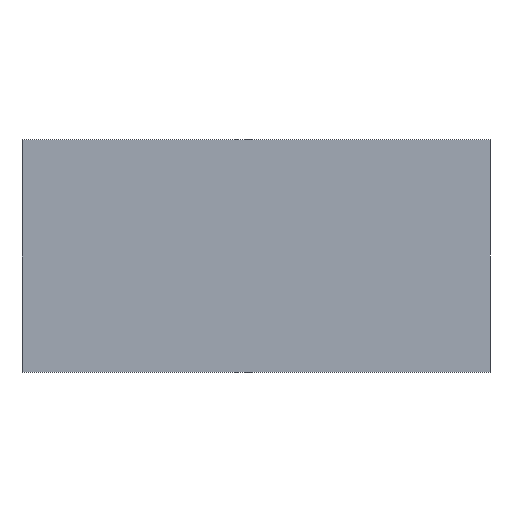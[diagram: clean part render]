
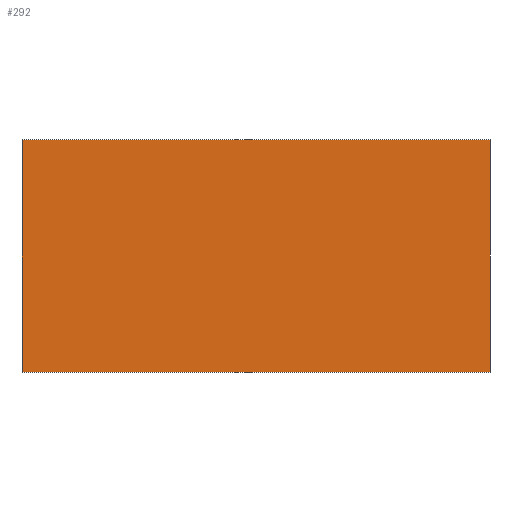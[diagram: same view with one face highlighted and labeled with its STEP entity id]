
A CAD part, front view. The second image highlights one B-rep face of the part: STEP entity #292.
In plain terms, the highlighted planar face has unit normal (0, -1, 0).
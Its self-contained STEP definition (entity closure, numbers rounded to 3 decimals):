
#11 = VECTOR ( 'NONE', #456, 1000. ) ;
#14 = ORIENTED_EDGE ( 'NONE', *, *, #355, .F. ) ;
#30 = DIRECTION ( 'NONE',  ( 0., 0., 1. ) ) ;
#42 = EDGE_CURVE ( 'NONE', #481, #102, #62, .T. ) ;
#48 = CARTESIAN_POINT ( 'NONE',  ( 0., 0., 0. ) ) ;
#51 = VECTOR ( 'NONE', #30, 1000. ) ;
#53 = ORIENTED_EDGE ( 'NONE', *, *, #389, .F. ) ;
#55 = DIRECTION ( 'NONE',  ( 0., 0., 1. ) ) ;
#62 = LINE ( 'NONE', #427, #51 ) ;
#65 = CARTESIAN_POINT ( 'NONE',  ( -49.35, 0., 24.5 ) ) ;
#66 = VECTOR ( 'NONE', #351, 1000. ) ;
#93 = LINE ( 'NONE', #255, #66 ) ;
#102 = VERTEX_POINT ( 'NONE', #65 ) ;
#104 = ORIENTED_EDGE ( 'NONE', *, *, #42, .F. ) ;
#108 = VERTEX_POINT ( 'NONE', #273 ) ;
#128 = EDGE_LOOP ( 'NONE', ( #104, #14, #53, #307 ) ) ;
#145 = PLANE ( 'NONE',  #417 ) ;
#154 = LINE ( 'NONE', #421, #11 ) ;
#194 = DIRECTION ( 'NONE',  ( 1., 0., 0. ) ) ;
#195 = FACE_OUTER_BOUND ( 'NONE', #128, .T. ) ;
#210 = VERTEX_POINT ( 'NONE', #224 ) ;
#224 = CARTESIAN_POINT ( 'NONE',  ( 49.35, 0., -24.5 ) ) ;
#229 = EDGE_CURVE ( 'NONE', #102, #108, #233, .T. ) ;
#233 = LINE ( 'NONE', #275, #405 ) ;
#240 = DIRECTION ( 'NONE',  ( 0., 1., 0. ) ) ;
#255 = CARTESIAN_POINT ( 'NONE',  ( 49.35, 0., -24.5 ) ) ;
#273 = CARTESIAN_POINT ( 'NONE',  ( 49.35, 0., 24.5 ) ) ;
#275 = CARTESIAN_POINT ( 'NONE',  ( 49.35, 0., 24.5 ) ) ;
#292 = ADVANCED_FACE ( 'NONE', ( #195 ), #145, .F. ) ;
#307 = ORIENTED_EDGE ( 'NONE', *, *, #229, .F. ) ;
#351 = DIRECTION ( 'NONE',  ( -1., 0., 0. ) ) ;
#355 = EDGE_CURVE ( 'NONE', #210, #481, #93, .T. ) ;
#389 = EDGE_CURVE ( 'NONE', #108, #210, #154, .T. ) ;
#405 = VECTOR ( 'NONE', #194, 1000. ) ;
#417 = AXIS2_PLACEMENT_3D ( 'NONE', #48, #240, #55 ) ;
#421 = CARTESIAN_POINT ( 'NONE',  ( 49.35, 0., 24.5 ) ) ;
#427 = CARTESIAN_POINT ( 'NONE',  ( -49.35, 0., 24.5 ) ) ;
#452 = CARTESIAN_POINT ( 'NONE',  ( -49.35, 0., -24.5 ) ) ;
#456 = DIRECTION ( 'NONE',  ( 0., 0., -1. ) ) ;
#481 = VERTEX_POINT ( 'NONE', #452 ) ;
